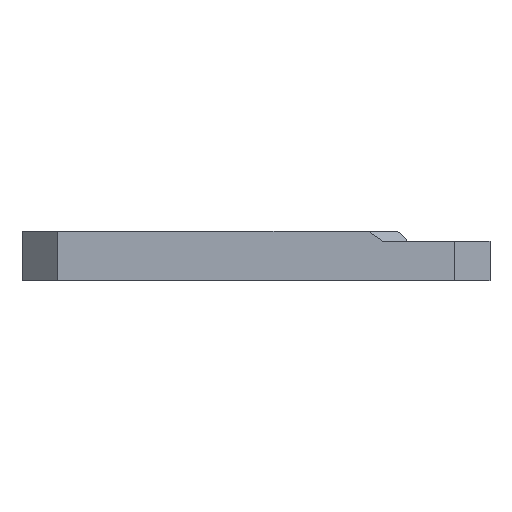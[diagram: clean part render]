
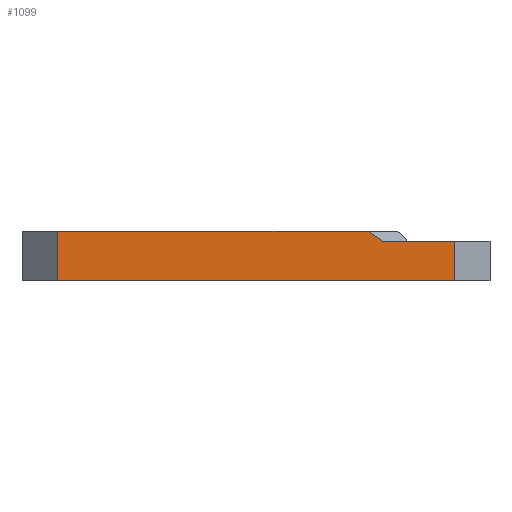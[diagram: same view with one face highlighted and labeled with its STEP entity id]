
A CAD part, left-side view. The second image highlights one B-rep face of the part: STEP entity #1099.
In plain terms, the highlighted planar face has unit normal (-1, 0, 0).
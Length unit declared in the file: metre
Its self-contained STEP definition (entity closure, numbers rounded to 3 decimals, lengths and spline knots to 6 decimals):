
#56=PLANE('',#1209);
#100=FACE_OUTER_BOUND('',#184,.T.);
#184=EDGE_LOOP('',(#892,#893,#894,#895,#896,#897));
#250=LINE('',#1686,#359);
#274=LINE('',#1742,#383);
#292=LINE('',#1786,#401);
#293=LINE('',#1789,#402);
#294=LINE('',#1791,#403);
#295=LINE('',#1792,#404);
#359=VECTOR('',#1353,0.01);
#383=VECTOR('',#1399,1.);
#401=VECTOR('',#1441,1.);
#402=VECTOR('',#1444,1.);
#403=VECTOR('',#1445,0.01);
#404=VECTOR('',#1446,0.01);
#533=VERTEX_POINT('',#1683);
#534=VERTEX_POINT('',#1685);
#554=VERTEX_POINT('',#1739);
#555=VERTEX_POINT('',#1741);
#570=VERTEX_POINT('',#1788);
#571=VERTEX_POINT('',#1790);
#638=EDGE_CURVE('',#534,#533,#250,.T.);
#670=EDGE_CURVE('',#555,#554,#274,.T.);
#697=EDGE_CURVE('',#534,#554,#292,.T.);
#698=EDGE_CURVE('',#570,#533,#293,.T.);
#699=EDGE_CURVE('',#571,#570,#294,.T.);
#700=EDGE_CURVE('',#555,#571,#295,.T.);
#892=ORIENTED_EDGE('',*,*,#697,.F.);
#893=ORIENTED_EDGE('',*,*,#638,.T.);
#894=ORIENTED_EDGE('',*,*,#698,.F.);
#895=ORIENTED_EDGE('',*,*,#699,.F.);
#896=ORIENTED_EDGE('',*,*,#700,.F.);
#897=ORIENTED_EDGE('',*,*,#670,.T.);
#1099=ADVANCED_FACE('',(#100),#56,.T.);
#1209=AXIS2_PLACEMENT_3D('',#1787,#1442,#1443);
#1353=DIRECTION('',(0.,-1.,0.));
#1399=DIRECTION('',(0.,1.,0.));
#1441=DIRECTION('',(0.,0.,1.));
#1442=DIRECTION('center_axis',(-1.,0.,0.));
#1443=DIRECTION('ref_axis',(0.,0.,-1.));
#1444=DIRECTION('',(0.,0.,-1.));
#1445=DIRECTION('',(0.,-1.,0.));
#1446=DIRECTION('',(0.,-0.816,-0.577));
#1683=CARTESIAN_POINT('',(0.2695,-0.1378,0.));
#1685=CARTESIAN_POINT('',(0.2695,-0.0818,0.));
#1686=CARTESIAN_POINT('',(0.2695,-0.1098,0.));
#1739=CARTESIAN_POINT('',(0.2695,-0.0818,0.007));
#1741=CARTESIAN_POINT('',(0.2695,-0.125628,0.007));
#1742=CARTESIAN_POINT('',(0.2695,-0.1098,0.007));
#1786=CARTESIAN_POINT('',(0.2695,-0.0818,0.034));
#1787=CARTESIAN_POINT('Origin',(0.2695,-0.1098,0.034));
#1788=CARTESIAN_POINT('',(0.2695,-0.1378,0.0056));
#1789=CARTESIAN_POINT('',(0.2695,-0.1378,0.034));
#1790=CARTESIAN_POINT('',(0.2695,-0.127608,0.0056));
#1791=CARTESIAN_POINT('',(0.2695,-0.1098,0.0056));
#1792=CARTESIAN_POINT('',(0.2695,-0.117684,0.012618));
